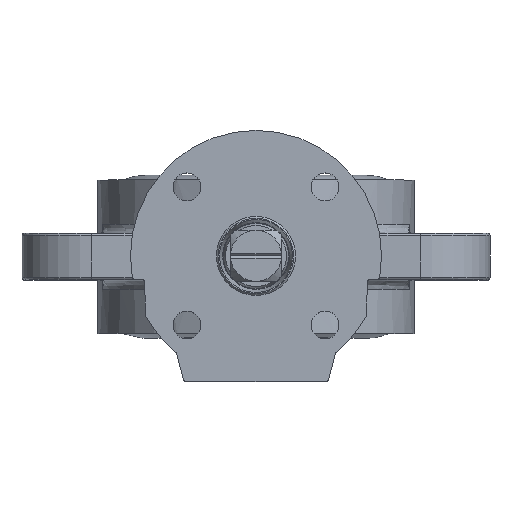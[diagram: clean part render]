
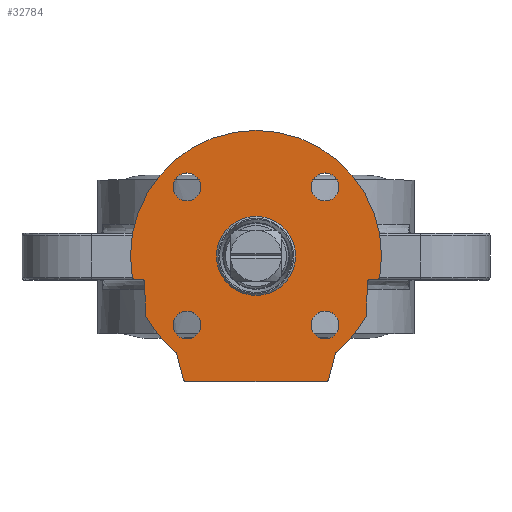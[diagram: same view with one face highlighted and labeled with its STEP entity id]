
A CAD part, top view. The second image highlights one B-rep face of the part: STEP entity #32784.
In plain terms, the highlighted planar face has unit normal (0, 0, 1).
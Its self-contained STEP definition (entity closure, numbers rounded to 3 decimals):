
#22519=CARTESIAN_POINT('',(-17.268,-20.756,104.0));
#22520=VERTEX_POINT('',#22519);
#22521=CARTESIAN_POINT('',(-23.667,-12.995,104.0));
#22522=VERTEX_POINT('',#22521);
#22523=CARTESIAN_POINT('',(0.,0.,104.0));
#22524=DIRECTION('',(0.,0.,-1.0));
#22525=DIRECTION('',(-0.879,-0.477,0.));
#22526=AXIS2_PLACEMENT_3D('',#22523,#22524,#22525);
#22527=CIRCLE('',#22526,27.);
#22528=EDGE_CURVE('',#22520,#22522,#22527,.T.);
#22561=CARTESIAN_POINT('',(-23.729,-12.772,104.0));
#22562=VERTEX_POINT('',#22561);
#22563=CARTESIAN_POINT('',(-23.229,-12.754,104.0));
#22564=DIRECTION('',(0.0,0.0,-1.0));
#22565=DIRECTION('',(-0.964,-0.265,0.0));
#22566=AXIS2_PLACEMENT_3D('',#22563,#22564,#22565);
#22567=CIRCLE('',#22566,0.5);
#22568=EDGE_CURVE('',#22522,#22562,#22567,.T.);
#22594=CARTESIAN_POINT('',(-23.983,-5.483,104.0));
#22595=VERTEX_POINT('',#22594);
#22596=CARTESIAN_POINT('',(-23.729,-12.772,104.0));
#22597=DIRECTION('',(-0.035,0.999,0.0));
#22598=VECTOR('',#22597,7.293);
#22599=LINE('',#22596,#22598);
#22600=EDGE_CURVE('',#22562,#22595,#22599,.T.);
#22625=CARTESIAN_POINT('',(-24.483,-5.0,104.0));
#22626=VERTEX_POINT('',#22625);
#22627=CARTESIAN_POINT('',(-24.483,-5.5,104.0));
#22628=DIRECTION('',(0.0,0.0,1.0));
#22629=DIRECTION('',(0.695,0.719,0.0));
#22630=AXIS2_PLACEMENT_3D('',#22627,#22628,#22629);
#22631=CIRCLE('',#22630,0.5);
#22632=EDGE_CURVE('',#22595,#22626,#22631,.T.);
#22658=CARTESIAN_POINT('',(-26.115,-5.0,104.0));
#22659=VERTEX_POINT('',#22658);
#22660=CARTESIAN_POINT('',(-24.483,-5.0,104.0));
#22661=DIRECTION('',(-1.0,0.0,0.0));
#22662=VECTOR('',#22661,1.632);
#22663=LINE('',#22660,#22662);
#22664=EDGE_CURVE('',#22626,#22659,#22663,.T.);
#22689=CARTESIAN_POINT('',(-26.608,-4.585,104.0));
#22690=VERTEX_POINT('',#22689);
#22691=CARTESIAN_POINT('',(-26.115,-4.5,104.0));
#22692=DIRECTION('',(0.0,0.0,-1.));
#22693=DIRECTION('',(-0.644,-0.765,0.0));
#22694=AXIS2_PLACEMENT_3D('',#22691,#22692,#22693);
#22695=CIRCLE('',#22694,0.5);
#22696=EDGE_CURVE('',#22659,#22690,#22695,.T.);
#22722=CARTESIAN_POINT('',(26.608,-4.585,104.0));
#22723=VERTEX_POINT('',#22722);
#22724=CARTESIAN_POINT('',(0.,0.,104.0));
#22725=DIRECTION('',(0.,0.,-1.));
#22726=DIRECTION('',(0.983,-0.185,0.));
#22727=AXIS2_PLACEMENT_3D('',#22724,#22725,#22726);
#22728=CIRCLE('',#22727,27.0);
#22729=EDGE_CURVE('',#22690,#22723,#22728,.T.);
#22755=CARTESIAN_POINT('',(26.115,-5.0,104.0));
#22756=VERTEX_POINT('',#22755);
#22757=CARTESIAN_POINT('',(26.115,-4.5,104.0));
#22758=DIRECTION('',(0.0,0.0,-1.0));
#22759=DIRECTION('',(0.644,-0.765,0.0));
#22760=AXIS2_PLACEMENT_3D('',#22757,#22758,#22759);
#22761=CIRCLE('',#22760,0.5);
#22762=EDGE_CURVE('',#22723,#22756,#22761,.T.);
#22788=CARTESIAN_POINT('',(24.483,-5.0,104.0));
#22789=VERTEX_POINT('',#22788);
#22790=CARTESIAN_POINT('',(26.115,-5.0,104.0));
#22791=DIRECTION('',(-1.0,0.0,0.0));
#22792=VECTOR('',#22791,1.632);
#22793=LINE('',#22790,#22792);
#22794=EDGE_CURVE('',#22756,#22789,#22793,.T.);
#23004=CARTESIAN_POINT('',(-17.105,-21.011,104.0));
#23005=VERTEX_POINT('',#23004);
#23006=CARTESIAN_POINT('',(-17.588,-21.141,104.0));
#23007=DIRECTION('',(0.0,0.0,1.));
#23008=DIRECTION('',(0.842,0.539,0.0));
#23009=AXIS2_PLACEMENT_3D('',#23006,#23007,#23008);
#23010=CIRCLE('',#23009,0.5);
#23011=EDGE_CURVE('',#23005,#22520,#23010,.T.);
#32468=CARTESIAN_POINT('',(-15.599,-26.629,104.0));
#32469=VERTEX_POINT('',#32468);
#32470=CARTESIAN_POINT('',(-15.599,-26.629,104.0));
#32471=DIRECTION('',(-0.259,0.966,0.0));
#32472=VECTOR('',#32471,5.816);
#32473=LINE('',#32470,#32472);
#32474=EDGE_CURVE('',#32469,#23005,#32473,.T.);
#32492=CARTESIAN_POINT('',(-15.116,-27.0,104.0));
#32493=VERTEX_POINT('',#32492);
#32494=CARTESIAN_POINT('',(-15.116,-26.5,104.0));
#32495=DIRECTION('',(0.0,0.0,-1.));
#32496=DIRECTION('',(-0.609,-0.793,0.0));
#32497=AXIS2_PLACEMENT_3D('',#32494,#32495,#32496);
#32498=CIRCLE('',#32497,0.5);
#32499=EDGE_CURVE('',#32493,#32469,#32498,.T.);
#32517=CARTESIAN_POINT('',(15.116,-27.0,104.0));
#32518=VERTEX_POINT('',#32517);
#32519=CARTESIAN_POINT('',(15.116,-27.0,104.0));
#32520=DIRECTION('',(-1.0,0.0,0.0));
#32521=VECTOR('',#32520,30.233);
#32522=LINE('',#32519,#32521);
#32523=EDGE_CURVE('',#32518,#32493,#32522,.T.);
#32541=CARTESIAN_POINT('',(15.599,-26.629,104.0));
#32542=VERTEX_POINT('',#32541);
#32543=CARTESIAN_POINT('',(15.116,-26.5,104.0));
#32544=DIRECTION('',(0.0,0.0,-1.));
#32545=DIRECTION('',(0.609,-0.793,0.0));
#32546=AXIS2_PLACEMENT_3D('',#32543,#32544,#32545);
#32547=CIRCLE('',#32546,0.5);
#32548=EDGE_CURVE('',#32542,#32518,#32547,.T.);
#32566=CARTESIAN_POINT('',(17.105,-21.011,104.0));
#32567=VERTEX_POINT('',#32566);
#32568=CARTESIAN_POINT('',(17.105,-21.011,104.0));
#32569=DIRECTION('',(-0.259,-0.966,0.0));
#32570=VECTOR('',#32569,5.816);
#32571=LINE('',#32568,#32570);
#32572=EDGE_CURVE('',#32567,#32542,#32571,.T.);
#32590=CARTESIAN_POINT('',(17.268,-20.756,104.0));
#32591=VERTEX_POINT('',#32590);
#32592=CARTESIAN_POINT('',(17.588,-21.141,104.0));
#32593=DIRECTION('',(0.0,0.0,1.0));
#32594=DIRECTION('',(-0.842,0.539,0.0));
#32595=AXIS2_PLACEMENT_3D('',#32592,#32593,#32594);
#32596=CIRCLE('',#32595,0.5);
#32597=EDGE_CURVE('',#32591,#32567,#32596,.T.);
#32615=CARTESIAN_POINT('',(23.667,-12.995,104.0));
#32616=VERTEX_POINT('',#32615);
#32617=CARTESIAN_POINT('',(0.,0.,104.0));
#32618=DIRECTION('',(0.,0.,-1.0));
#32619=DIRECTION('',(0.635,-0.772,0.));
#32620=AXIS2_PLACEMENT_3D('',#32617,#32618,#32619);
#32621=CIRCLE('',#32620,27.);
#32622=EDGE_CURVE('',#32616,#32591,#32621,.T.);
#32640=CARTESIAN_POINT('',(23.729,-12.772,104.0));
#32641=VERTEX_POINT('',#32640);
#32642=CARTESIAN_POINT('',(23.229,-12.754,104.0));
#32643=DIRECTION('',(0.0,0.0,-1.0));
#32644=DIRECTION('',(0.964,-0.265,0.0));
#32645=AXIS2_PLACEMENT_3D('',#32642,#32643,#32644);
#32646=CIRCLE('',#32645,0.5);
#32647=EDGE_CURVE('',#32641,#32616,#32646,.T.);
#32665=CARTESIAN_POINT('',(23.983,-5.483,104.0));
#32666=VERTEX_POINT('',#32665);
#32667=CARTESIAN_POINT('',(23.983,-5.483,104.0));
#32668=DIRECTION('',(-0.035,-0.999,0.0));
#32669=VECTOR('',#32668,7.293);
#32670=LINE('',#32667,#32669);
#32671=EDGE_CURVE('',#32666,#32641,#32670,.T.);
#32689=CARTESIAN_POINT('',(24.483,-5.5,104.0));
#32690=DIRECTION('',(0.0,0.0,1.0));
#32691=DIRECTION('',(-0.695,0.719,0.0));
#32692=AXIS2_PLACEMENT_3D('',#32689,#32690,#32691);
#32693=CIRCLE('',#32692,0.5);
#32694=EDGE_CURVE('',#22789,#32666,#32693,.T.);
#32702=CARTESIAN_POINT('',(-50.356,27.001,104.0));
#32703=DIRECTION('',(0.0,0.0,-1.0));
#32704=DIRECTION('',(-1.0,0.0,0.0));
#32705=AXIS2_PLACEMENT_3D('',#32702,#32703,#32704);
#32706=PLANE('',#32705);
#32707=ORIENTED_EDGE('',*,*,#23011,.F.);
#32708=ORIENTED_EDGE('',*,*,#32474,.F.);
#32709=ORIENTED_EDGE('',*,*,#32499,.F.);
#32710=ORIENTED_EDGE('',*,*,#32523,.F.);
#32711=ORIENTED_EDGE('',*,*,#32548,.F.);
#32712=ORIENTED_EDGE('',*,*,#32572,.F.);
#32713=ORIENTED_EDGE('',*,*,#32597,.F.);
#32714=ORIENTED_EDGE('',*,*,#32622,.F.);
#32715=ORIENTED_EDGE('',*,*,#32647,.F.);
#32716=ORIENTED_EDGE('',*,*,#32671,.F.);
#32717=ORIENTED_EDGE('',*,*,#32694,.F.);
#32718=ORIENTED_EDGE('',*,*,#22794,.F.);
#32719=ORIENTED_EDGE('',*,*,#22762,.F.);
#32720=ORIENTED_EDGE('',*,*,#22729,.F.);
#32721=ORIENTED_EDGE('',*,*,#22696,.F.);
#32722=ORIENTED_EDGE('',*,*,#22664,.F.);
#32723=ORIENTED_EDGE('',*,*,#22632,.F.);
#32724=ORIENTED_EDGE('',*,*,#22600,.F.);
#32725=ORIENTED_EDGE('',*,*,#22568,.F.);
#32726=ORIENTED_EDGE('',*,*,#22528,.F.);
#32727=EDGE_LOOP('',(#32707,#32708,#32709,#32710,#32711,#32712,#32713,#32714,#32715,#32716,#32717,#32718,#32719,#32720,#32721,#32722,#32723,#32724,#32725,#32726));
#32728=FACE_OUTER_BOUND('',#32727,.T.);
#32729=CARTESIAN_POINT('',(-17.849,14.849,104.0));
#32730=VERTEX_POINT('',#32729);
#32731=CARTESIAN_POINT('',(-14.849,14.849,104.0));
#32732=DIRECTION('',(0.0,0.0,-1.0));
#32733=DIRECTION('',(-1.0,0.0,0.0));
#32734=AXIS2_PLACEMENT_3D('',#32731,#32732,#32733);
#32735=CIRCLE('',#32734,3.);
#32736=EDGE_CURVE('',#32730,#32730,#32735,.T.);
#32737=ORIENTED_EDGE('',*,*,#32736,.T.);
#32738=EDGE_LOOP('',(#32737));
#32739=FACE_BOUND('',#32738,.T.);
#32740=CARTESIAN_POINT('',(14.849,17.849,104.0));
#32741=VERTEX_POINT('',#32740);
#32742=CARTESIAN_POINT('',(14.849,14.849,104.0));
#32743=DIRECTION('',(0.0,0.0,-1.0));
#32744=DIRECTION('',(0.0,1.0,0.0));
#32745=AXIS2_PLACEMENT_3D('',#32742,#32743,#32744);
#32746=CIRCLE('',#32745,3.);
#32747=EDGE_CURVE('',#32741,#32741,#32746,.T.);
#32748=ORIENTED_EDGE('',*,*,#32747,.T.);
#32749=EDGE_LOOP('',(#32748));
#32750=FACE_BOUND('',#32749,.T.);
#32751=CARTESIAN_POINT('',(-14.849,-17.849,104.0));
#32752=VERTEX_POINT('',#32751);
#32753=CARTESIAN_POINT('',(-14.849,-14.849,104.0));
#32754=DIRECTION('',(0.0,0.0,-1.0));
#32755=DIRECTION('',(0.0,-1.0,0.0));
#32756=AXIS2_PLACEMENT_3D('',#32753,#32754,#32755);
#32757=CIRCLE('',#32756,3.);
#32758=EDGE_CURVE('',#32752,#32752,#32757,.T.);
#32759=ORIENTED_EDGE('',*,*,#32758,.T.);
#32760=EDGE_LOOP('',(#32759));
#32761=FACE_BOUND('',#32760,.T.);
#32762=CARTESIAN_POINT('',(17.849,-14.849,104.0));
#32763=VERTEX_POINT('',#32762);
#32764=CARTESIAN_POINT('',(14.849,-14.849,104.0));
#32765=DIRECTION('',(0.0,0.0,-1.0));
#32766=DIRECTION('',(1.0,0.0,0.0));
#32767=AXIS2_PLACEMENT_3D('',#32764,#32765,#32766);
#32768=CIRCLE('',#32767,3.);
#32769=EDGE_CURVE('',#32763,#32763,#32768,.T.);
#32770=ORIENTED_EDGE('',*,*,#32769,.T.);
#32771=EDGE_LOOP('',(#32770));
#32772=FACE_BOUND('',#32771,.T.);
#32773=CARTESIAN_POINT('',(8.5,0.,104.0));
#32774=VERTEX_POINT('',#32773);
#32775=CARTESIAN_POINT('',(0.,0.,104.0));
#32776=DIRECTION('',(0.0,0.0,-1.0));
#32777=DIRECTION('',(1.0,0.0,0.0));
#32778=AXIS2_PLACEMENT_3D('',#32775,#32776,#32777);
#32779=CIRCLE('',#32778,8.5);
#32780=EDGE_CURVE('',#32774,#32774,#32779,.T.);
#32781=ORIENTED_EDGE('',*,*,#32780,.T.);
#32782=EDGE_LOOP('',(#32781));
#32783=FACE_BOUND('',#32782,.T.);
#32784=ADVANCED_FACE('',(#32728,#32739,#32750,#32761,#32772,#32783),#32706,.F.);
